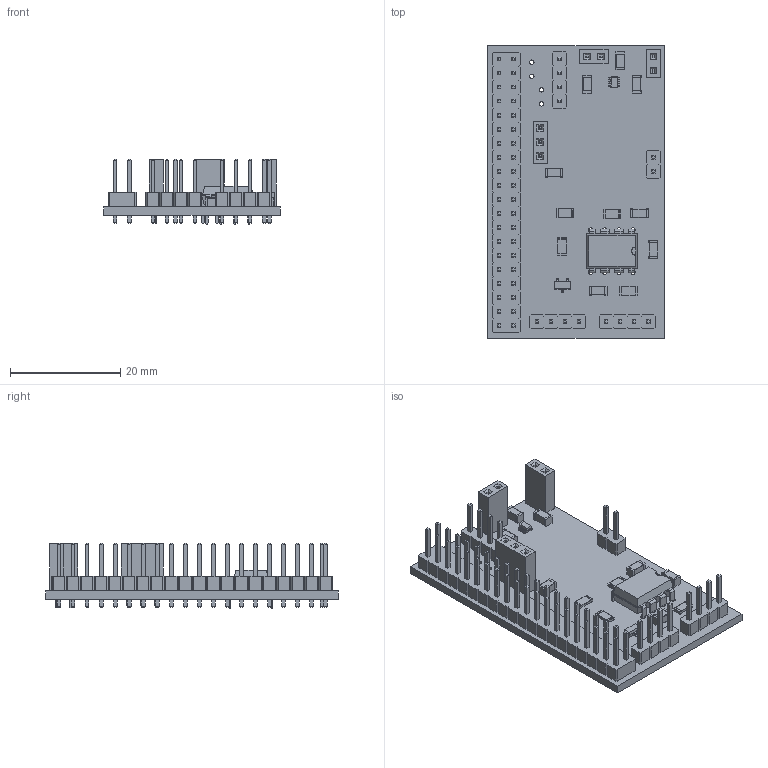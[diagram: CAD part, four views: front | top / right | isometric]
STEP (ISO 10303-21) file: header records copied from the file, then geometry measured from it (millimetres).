
FILE_DESCRIPTION(('KiCad electronic assembly'),'2;1');
FILE_NAME('direwolfTracker.step','2025-05-23T23:26:04',('Pcbnew'),( 'Kicad'),'Open CASCADE STEP processor 7.8','KiCad to STEP converter' ,'Unknown');
FILE_SCHEMA(('AUTOMOTIVE_DESIGN { 1 0 10303 214 1 1 1 1 }'));
Length unit declared in the file: millimetre
Products named in the file (13): direwolfTracker 1; C_1206_3216Metric; PinSocket_1x02_P2.54mm_Vertical; Q_SOT-23; PinHeader_1x04_P2.54mm_Vertical; PinSocket_1x03_P2.54mm_Vertical; SOT-363_SC-70-6; R_1206_3216Metric; PinHeader_1x02_P2.54mm_Vertical; DIP-8_W7.62mm; L_1206_3216Metric; PinHeader_2x20_P2.54mm_Vertical; direwolfTracker_PCB
Assembly tree (23 placements, depth 2):
  direwolfTracker 1
    C_1206_3216Metric  x6
    PinSocket_1x02_P2.54mm_Vertical  x2
    Q_SOT-23
    PinHeader_1x04_P2.54mm_Vertical  x3
    PinSocket_1x03_P2.54mm_Vertical
    SOT-363_SC-70-6
    R_1206_3216Metric  x4
    PinHeader_1x02_P2.54mm_Vertical
    DIP-8_W7.62mm
    L_1206_3216Metric
    PinHeader_2x20_P2.54mm_Vertical
    direwolfTracker_PCB
Bounding box: 32 x 53 x 11.84 mm (x, y, z)
Volume: 4166.1 mm3; surface area: 7584.5 mm2
Topology: 23 solids, 23 shells, 2129 faces, 5221 edges, 3274 vertices
Faces by surface type: plane 1810, cylinder 242, bspline 77
Full cylindrical faces by diameter (mm): 0.8 x12, 1 x61
Entity records: 59404 total; most frequent: CARTESIAN_POINT 8807, ORIENTED_EDGE 8042, DIRECTION 7448, EDGE_CURVE 4021, LINE 3620, VECTOR 3620, VERTEX_POINT 2502, AXIS2_PLACEMENT_3D 1914
